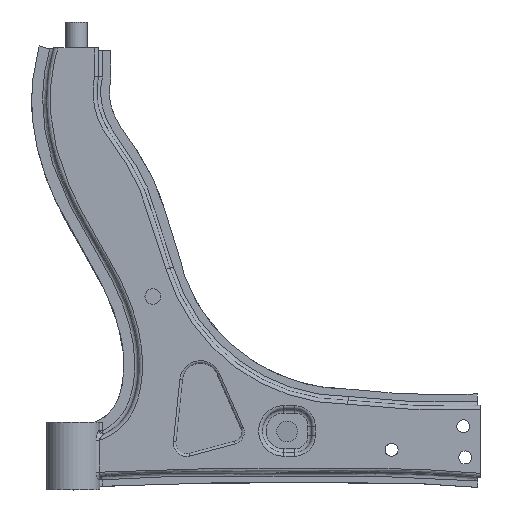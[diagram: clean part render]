
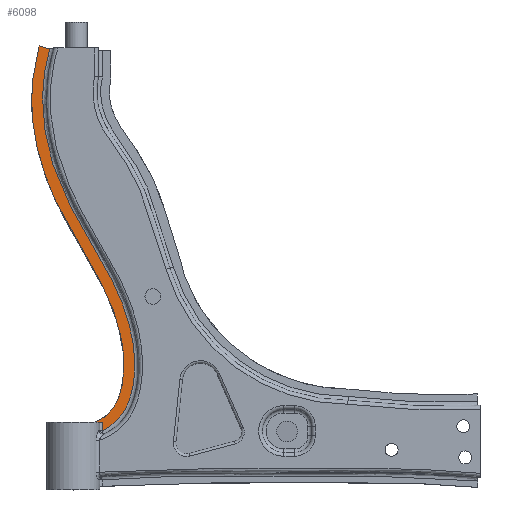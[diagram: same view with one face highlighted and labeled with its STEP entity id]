
A CAD part, top view. The second image highlights one B-rep face of the part: STEP entity #6098.
In plain terms, the highlighted planar face has unit normal (0, 0, 1).
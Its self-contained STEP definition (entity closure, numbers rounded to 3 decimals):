
#3469=CARTESIAN_POINT('Vertex',(10.636,33.538,-18.)) ;
#4932=CARTESIAN_POINT('Vertex',(-29.598,328.385,-18.)) ;
#4936=CARTESIAN_POINT('Control Point',(10.636,33.538,-18.)) ;
#4937=CARTESIAN_POINT('Control Point',(11.663,34.006,-18.)) ;
#4938=CARTESIAN_POINT('Control Point',(12.666,34.503,-18.)) ;
#4939=CARTESIAN_POINT('Control Point',(13.644,35.029,-18.)) ;
#4940=CARTESIAN_POINT('Control Point',(16.583,36.745,-18.)) ;
#4941=CARTESIAN_POINT('Control Point',(19.265,38.74,-18.)) ;
#4942=CARTESIAN_POINT('Control Point',(20.956,40.215,-18.)) ;
#4943=CARTESIAN_POINT('Control Point',(24.217,43.54,-18.)) ;
#4944=CARTESIAN_POINT('Control Point',(26.948,47.364,-18.)) ;
#4945=CARTESIAN_POINT('Control Point',(28.225,49.474,-18.)) ;
#4946=CARTESIAN_POINT('Control Point',(30.695,54.282,-18.)) ;
#4947=CARTESIAN_POINT('Control Point',(32.547,59.513,-18.)) ;
#4948=CARTESIAN_POINT('Control Point',(33.377,62.428,-18.)) ;
#4949=CARTESIAN_POINT('Control Point',(35.054,69.877,-18.)) ;
#4950=CARTESIAN_POINT('Control Point',(35.819,77.64,-18.)) ;
#4951=CARTESIAN_POINT('Control Point',(35.987,82.344,-18.)) ;
#4952=CARTESIAN_POINT('Control Point',(35.779,92.484,-18.)) ;
#4953=CARTESIAN_POINT('Control Point',(34.454,102.565,-18.)) ;
#4954=CARTESIAN_POINT('Control Point',(33.461,107.9,-18.)) ;
#4955=CARTESIAN_POINT('Control Point',(30.666,119.64,-18.)) ;
#4956=CARTESIAN_POINT('Control Point',(26.723,130.935,-18.)) ;
#4957=CARTESIAN_POINT('Control Point',(24.249,137.012,-18.)) ;
#4958=CARTESIAN_POINT('Control Point',(18.167,150.279,-18.)) ;
#4959=CARTESIAN_POINT('Control Point',(11.152,162.958,-18.)) ;
#4960=CARTESIAN_POINT('Control Point',(7.1,169.839,-18.)) ;
#4961=CARTESIAN_POINT('Control Point',(-0.125,181.9,-18.)) ;
#4962=CARTESIAN_POINT('Control Point',(-7.197,194.155,-18.)) ;
#4963=CARTESIAN_POINT('Control Point',(-10.165,199.501,-18.)) ;
#4964=CARTESIAN_POINT('Control Point',(-16.782,212.143,-18.)) ;
#4965=CARTESIAN_POINT('Control Point',(-22.563,225.346,-18.)) ;
#4966=CARTESIAN_POINT('Control Point',(-25.502,233.064,-18.)) ;
#4967=CARTESIAN_POINT('Control Point',(-29.847,246.635,-18.)) ;
#4968=CARTESIAN_POINT('Control Point',(-32.8,260.579,-18.)) ;
#4969=CARTESIAN_POINT('Control Point',(-33.775,266.48,-18.)) ;
#4970=CARTESIAN_POINT('Control Point',(-35.503,281.336,-18.)) ;
#4971=CARTESIAN_POINT('Control Point',(-35.388,296.3,-18.)) ;
#4972=CARTESIAN_POINT('Control Point',(-34.616,305.266,-18.)) ;
#4973=CARTESIAN_POINT('Control Point',(-33.009,315.009,-18.)) ;
#4974=CARTESIAN_POINT('Control Point',(-30.605,324.634,-18.)) ;
#4975=CARTESIAN_POINT('Control Point',(-30.393,325.46,-18.)) ;
#4976=CARTESIAN_POINT('Control Point',(-30.12,326.49,-18.)) ;
#4977=CARTESIAN_POINT('Control Point',(-29.839,327.52,-18.)) ;
#4978=CARTESIAN_POINT('Control Point',(-29.782,327.725,-18.)) ;
#4979=CARTESIAN_POINT('Control Point',(-29.711,327.981,-18.)) ;
#4980=CARTESIAN_POINT('Control Point',(-29.64,328.236,-18.)) ;
#4981=CARTESIAN_POINT('Control Point',(-29.626,328.286,-18.)) ;
#4982=CARTESIAN_POINT('Control Point',(-29.612,328.336,-18.)) ;
#4983=CARTESIAN_POINT('Control Point',(-29.598,328.385,-18.)) ;
#5952=CARTESIAN_POINT('Vertex',(10.636,40.,-18.)) ;
#5960=CARTESIAN_POINT('Line Origine',(10.636,180.821,-18.)) ;
#6021=CARTESIAN_POINT('Axis2P3D Location',(0.,0.,-18.)) ;
#6026=CARTESIAN_POINT('Line Origine',(-3.319,328.385,-18.)) ;
#6030=CARTESIAN_POINT('Vertex',(-32.209,328.385,-18.)) ;
#6034=CARTESIAN_POINT('Control Point',(-37.845,329.941,-18.)) ;
#6035=CARTESIAN_POINT('Control Point',(-32.209,328.385,-18.)) ;
#6036=CARTESIAN_POINT('Vertex',(-37.845,329.941,-18.)) ;
#6040=CARTESIAN_POINT('Control Point',(-37.845,329.941,-18.)) ;
#6041=CARTESIAN_POINT('Control Point',(-40.474,320.419,-18.)) ;
#6042=CARTESIAN_POINT('Control Point',(-42.379,310.738,-18.)) ;
#6043=CARTESIAN_POINT('Control Point',(-43.506,300.955,-18.)) ;
#6044=CARTESIAN_POINT('Control Point',(-43.958,287.387,-18.)) ;
#6045=CARTESIAN_POINT('Control Point',(-42.961,273.888,-18.)) ;
#6046=CARTESIAN_POINT('Control Point',(-42.577,270.174,-18.)) ;
#6047=CARTESIAN_POINT('Control Point',(-41.224,259.926,-18.)) ;
#6048=CARTESIAN_POINT('Control Point',(-39.092,249.803,-18.)) ;
#6049=CARTESIAN_POINT('Control Point',(-37.432,243.402,-18.)) ;
#6050=CARTESIAN_POINT('Control Point',(-34.664,234.372,-18.)) ;
#6051=CARTESIAN_POINT('Control Point',(-31.395,225.551,-18.)) ;
#6052=CARTESIAN_POINT('Control Point',(-30.367,222.913,-18.)) ;
#6053=CARTESIAN_POINT('Control Point',(-26.828,214.253,-18.)) ;
#6054=CARTESIAN_POINT('Control Point',(-22.869,205.823,-18.)) ;
#6055=CARTESIAN_POINT('Control Point',(-19.941,200.073,-18.)) ;
#6056=CARTESIAN_POINT('Control Point',(-15.865,192.551,-18.)) ;
#6057=CARTESIAN_POINT('Control Point',(-11.644,185.165,-18.)) ;
#6058=CARTESIAN_POINT('Control Point',(-10.585,183.332,-18.)) ;
#6059=CARTESIAN_POINT('Control Point',(-7.919,178.755,-18.)) ;
#6060=CARTESIAN_POINT('Control Point',(-5.231,174.209,-18.)) ;
#6061=CARTESIAN_POINT('Control Point',(-3.647,171.536,-18.)) ;
#6062=CARTESIAN_POINT('Control Point',(2.503,161.126,-18.)) ;
#6063=CARTESIAN_POINT('Control Point',(8.435,150.693,-18.)) ;
#6064=CARTESIAN_POINT('Control Point',(12.526,142.87,-18.)) ;
#6065=CARTESIAN_POINT('Control Point',(19.405,127.662,-18.)) ;
#6066=CARTESIAN_POINT('Control Point',(24.233,111.597,-18.)) ;
#6067=CARTESIAN_POINT('Control Point',(25.947,103.895,-18.)) ;
#6068=CARTESIAN_POINT('Control Point',(27.312,94.098,-18.)) ;
#6069=CARTESIAN_POINT('Control Point',(27.505,84.331,-18.)) ;
#6070=CARTESIAN_POINT('Control Point',(27.495,82.387,-18.)) ;
#6071=CARTESIAN_POINT('Control Point',(27.281,75.578,-18.)) ;
#6072=CARTESIAN_POINT('Control Point',(26.406,68.894,-18.)) ;
#6073=CARTESIAN_POINT('Control Point',(25.397,64.213,-18.)) ;
#6074=CARTESIAN_POINT('Control Point',(22.994,56.932,-18.)) ;
#6075=CARTESIAN_POINT('Control Point',(19.289,50.837,-18.)) ;
#6076=CARTESIAN_POINT('Control Point',(17.615,48.664,-18.)) ;
#6077=CARTESIAN_POINT('Control Point',(14.316,45.303,-18.)) ;
#6078=CARTESIAN_POINT('Control Point',(10.286,42.645,-18.)) ;
#6079=CARTESIAN_POINT('Control Point',(8.43,41.638,-18.)) ;
#6080=CARTESIAN_POINT('Control Point',(6.443,40.757,-18.)) ;
#6081=CARTESIAN_POINT('Control Point',(4.343,40.,-18.)) ;
#6082=CARTESIAN_POINT('Vertex',(4.343,40.,-18.)) ;
#6085=CARTESIAN_POINT('Line Origine',(-3.319,40.,-18.)) ;
#5961=DIRECTION('Vector Direction',(0.,-1.,0.)) ;
#6022=DIRECTION('Axis2P3D Direction',(-0.,0.,1.)) ;
#6023=DIRECTION('Axis2P3D XDirection',(1.,0.,0.)) ;
#6027=DIRECTION('Vector Direction',(1.,0.,0.)) ;
#6086=DIRECTION('Vector Direction',(1.,0.,0.)) ;
#6024=AXIS2_PLACEMENT_3D('Plane Axis2P3D',#6021,#6022,#6023) ;
#6091=ORIENTED_EDGE('',*,*,#4984,.F.) ;
#6092=ORIENTED_EDGE('',*,*,#6032,.T.) ;
#6093=ORIENTED_EDGE('',*,*,#6038,.F.) ;
#6094=ORIENTED_EDGE('',*,*,#6084,.T.) ;
#6095=ORIENTED_EDGE('',*,*,#6089,.T.) ;
#6096=ORIENTED_EDGE('',*,*,#5964,.F.) ;
#5962=VECTOR('Line Direction',#5961,1.) ;
#6028=VECTOR('Line Direction',#6027,1.) ;
#6087=VECTOR('Line Direction',#6086,1.) ;
#6098=ADVANCED_FACE('PartBody',(#6097),#6025,.T.) ;
#4935=B_SPLINE_CURVE_WITH_KNOTS('',5,(#4936,#4937,#4938,#4939,#4940,#4941,#4942,#4943,#4944,#4945,#4946,#4947,#4948,#4949,#4950,#4951,#4952,#4953,#4954,#4955,#4956,#4957,#4958,#4959,#4960,#4961,#4962,#4963,#4964,#4965,#4966,#4967,#4968,#4969,#4970,#4971,#4972,#4973,#4974,#4975,#4976,#4977,#4978,#4979,#4980,#4981,#4982,#4983),.UNSPECIFIED.,.F.,.U.,(6,3,3,3,3,3,3,3,3,3,3,3,3,3,3,6),(123.151,131.448,148.781,167.506,189.378,222.137,259.795,306.232,363.633,407.06,464.424,505.893,568.235,574.089,575.553,575.907),.UNSPECIFIED.) ;
#6033=B_SPLINE_CURVE_WITH_KNOTS('',1,(#6034,#6035),.UNSPECIFIED.,.F.,.U.,(2,2),(-6.681,-0.834),.UNSPECIFIED.) ;
#6039=B_SPLINE_CURVE_WITH_KNOTS('',5,(#6040,#6041,#6042,#6043,#6044,#6045,#6046,#6047,#6048,#6049,#6050,#6051,#6052,#6053,#6054,#6055,#6056,#6057,#6058,#6059,#6060,#6061,#6062,#6063,#6064,#6065,#6066,#6067,#6068,#6069,#6070,#6071,#6072,#6073,#6074,#6075,#6076,#6077,#6078,#6079,#6080,#6081),.UNSPECIFIED.,.F.,.U.,(6,3,3,3,3,3,3,3,3,3,3,3,3,6),(0.,82.56,113.97,169.586,193.596,248.965,267.342,295.01,373.191,442.043,459.168,502.311,530.606,551.619),.UNSPECIFIED.) ;
#4984=EDGE_CURVE('',#4933,#3470,#4935,.F.) ;
#5964=EDGE_CURVE('',#3470,#5953,#5963,.F.) ;
#6032=EDGE_CURVE('',#4933,#6031,#6029,.F.) ;
#6038=EDGE_CURVE('',#6037,#6031,#6033,.T.) ;
#6084=EDGE_CURVE('',#6037,#6083,#6039,.T.) ;
#6089=EDGE_CURVE('',#6083,#5953,#6088,.T.) ;
#6090=EDGE_LOOP('',(#6091,#6092,#6093,#6094,#6095,#6096)) ;
#6097=FACE_OUTER_BOUND('',#6090,.T.) ;
#5963=LINE('Line',#5960,#5962) ;
#6029=LINE('Line',#6026,#6028) ;
#6088=LINE('Line',#6085,#6087) ;
#6025=PLANE('Plane',#6024) ;
#3470=VERTEX_POINT('',#3469) ;
#4933=VERTEX_POINT('',#4932) ;
#5953=VERTEX_POINT('',#5952) ;
#6031=VERTEX_POINT('',#6030) ;
#6037=VERTEX_POINT('',#6036) ;
#6083=VERTEX_POINT('',#6082) ;
